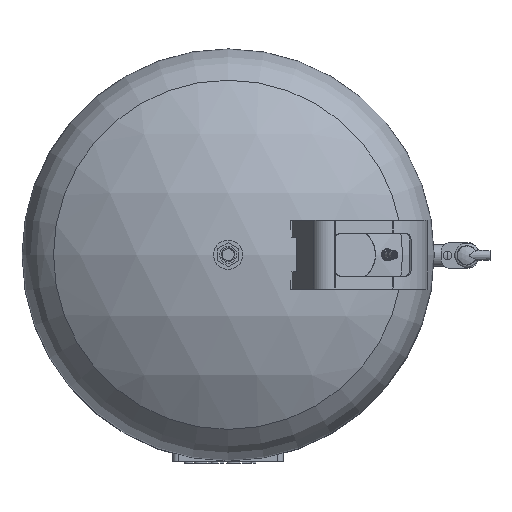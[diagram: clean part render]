
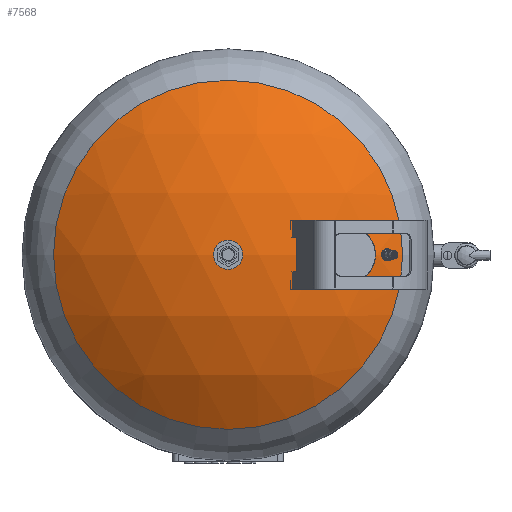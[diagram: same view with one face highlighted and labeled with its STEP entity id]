
A CAD part, top view. The second image highlights one B-rep face of the part: STEP entity #7568.
In plain terms, the highlighted spherical face has radius 354.5 mm.
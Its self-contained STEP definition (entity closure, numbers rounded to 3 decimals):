
#17=SPHERICAL_SURFACE($,#8186,354.5);
#1805=FACE_OUTER_BOUND($,#2350,.T.);
#2350=EDGE_LOOP($,(#5420));
#2923=CIRCLE($,#8187,203.326);
#3401=VERTEX_POINT($,#12594);
#4176=EDGE_CURVE($,#3401,#3401,#2923,.T.);
#5420=ORIENTED_EDGE($,*,*,#4176,.T.);
#7568=ADVANCED_FACE($,(#1805),#17,.T.);
#8186=AXIS2_PLACEMENT_3D($,#12593,#9366,#9367);
#8187=AXIS2_PLACEMENT_3D($,#12595,#9368,#9369);
#9366=DIRECTION('center_axis',(0.,-1.,0.));
#9367=DIRECTION('ref_axis',(1.,0.,0.));
#9368=DIRECTION('center_axis',(0.,0.,
1.));
#9369=DIRECTION('ref_axis',(-1.,0.,0.));
#12593=CARTESIAN_POINT('Origin',(0.,0.,
467.5));
#12594=CARTESIAN_POINT('',(-203.326,0.,757.894));
#12595=CARTESIAN_POINT('Origin',(0.,0.,
757.894));
